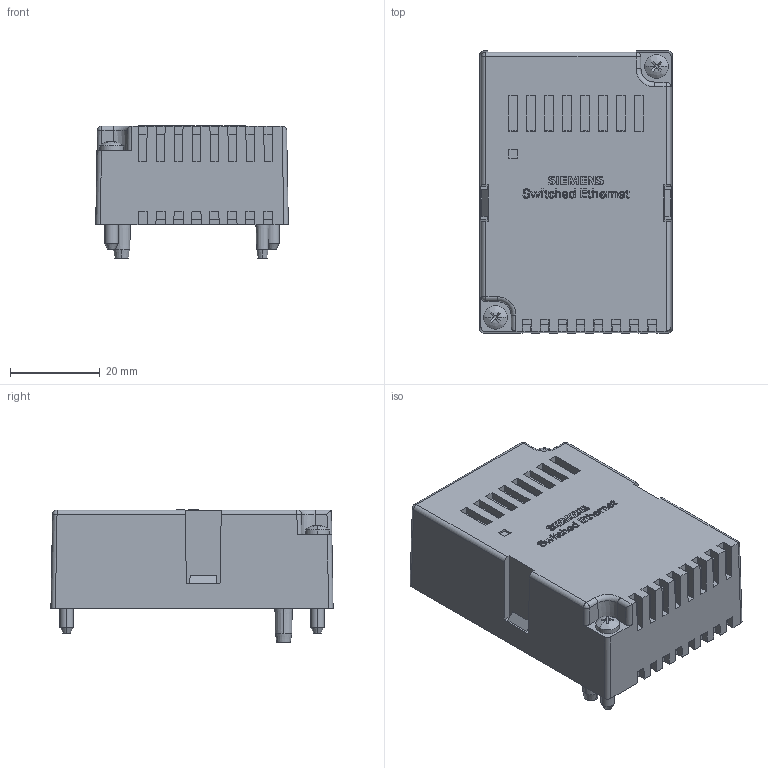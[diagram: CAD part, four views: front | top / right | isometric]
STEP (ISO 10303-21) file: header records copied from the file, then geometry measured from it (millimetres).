
FILE_DESCRIPTION(('STEP AP214'),'1');
FILE_NAME('cctmp_B1F35486-1784-4EB1-98CB-07EC3AAA5541_2023_07_22_12_16_12_0123..stp','2023-07-22T10:16:13',('SIEMENS A&D'),('CADClick - www.CADClick.com'),'Spatial InterOp 3D postprocessed',' ','unknown authorization');
FILE_SCHEMA(('AUTOMOTIVE_DESIGN'));
Length unit declared in the file: millimetre
Products named in the file (114): cc_unnamed; 2023_07_22_12_16_12_0067; 2023_07_22_12_16_12_0063; 2023_07_22_12_16_12_0059; 2023_07_22_12_16_12_0055; 2023_07_22_12_16_12_0051; 2023_07_22_12_16_12_0047; 2023_07_22_12_16_12_0043; 2023_07_22_12_16_12_0039; 2023_07_22_12_16_12_0035; 2023_07_22_12_16_12_0031; 2023_07_22_12_16_12_0027; 2023_07_22_12_16_12_0023; 2023_07_22_12_16_12_0019; 2023_07_22_12_16_12_0015; 2023_07_22_12_16_12_0011; 2023_07_22_12_16_12_0007; 2023_07_22_12_16_12_0003; 2023_07_22_12_16_11_0999; 2023_07_22_12_16_11_0995; 2023_07_22_12_16_11_0991; 2023_07_22_12_16_11_0987; 2023_07_22_12_16_11_0983; 2023_07_22_12_16_11_0979; 2023_07_22_12_16_11_0975; 2023_07_22_12_16_11_0971; 2023_07_22_12_16_11_0967; 2023_07_22_12_16_11_0963; 2023_07_22_12_16_11_0959; 2023_07_22_12_16_11_0955; 2023_07_22_12_16_11_0951; 2023_07_22_12_16_11_0947; 2023_07_22_12_16_11_0943; 2023_07_22_12_16_11_0939; 2023_07_22_12_16_11_0935; 2023_07_22_12_16_11_0931; 2023_07_22_12_16_11_0927; 2023_07_22_12_16_11_0923; 2023_07_22_12_16_11_0919; 2023_07_22_12_16_11_0915 ...
Assembly tree (113 placements, depth 2):
  cc_unnamed
    2023_07_22_12_16_12_0067
    2023_07_22_12_16_12_0063
    2023_07_22_12_16_12_0059
    2023_07_22_12_16_12_0055
    2023_07_22_12_16_12_0051
    2023_07_22_12_16_12_0047
    2023_07_22_12_16_12_0043
    2023_07_22_12_16_12_0039
    2023_07_22_12_16_12_0035
    2023_07_22_12_16_12_0031
    2023_07_22_12_16_12_0027
    2023_07_22_12_16_12_0023
    2023_07_22_12_16_12_0019
    2023_07_22_12_16_12_0015
    2023_07_22_12_16_12_0011
    2023_07_22_12_16_12_0007
    2023_07_22_12_16_12_0003
    2023_07_22_12_16_11_0999
    2023_07_22_12_16_11_0995
    2023_07_22_12_16_11_0991
    2023_07_22_12_16_11_0987
    2023_07_22_12_16_11_0983
    2023_07_22_12_16_11_0979
    2023_07_22_12_16_11_0975
    2023_07_22_12_16_11_0971
    2023_07_22_12_16_11_0967
    2023_07_22_12_16_11_0963
    2023_07_22_12_16_11_0959
    2023_07_22_12_16_11_0955
    2023_07_22_12_16_11_0951
    2023_07_22_12_16_11_0947
    2023_07_22_12_16_11_0943
    2023_07_22_12_16_11_0939
    2023_07_22_12_16_11_0935
    2023_07_22_12_16_11_0931
    2023_07_22_12_16_11_0927
    2023_07_22_12_16_11_0923
    2023_07_22_12_16_11_0919
    2023_07_22_12_16_11_0915
    2023_07_22_12_16_11_0911
    2023_07_22_12_16_11_0907
    2023_07_22_12_16_11_0903
    2023_07_22_12_16_11_0899
    2023_07_22_12_16_11_0895
    2023_07_22_12_16_11_0891
    2023_07_22_12_16_11_0887
    2023_07_22_12_16_11_0883
    2023_07_22_12_16_11_0879
    2023_07_22_12_16_11_0875
    2023_07_22_12_16_11_0871
    2023_07_22_12_16_11_0867
    2023_07_22_12_16_11_0863
    2023_07_22_12_16_11_0859
    2023_07_22_12_16_11_0855
    2023_07_22_12_16_11_0851
    2023_07_22_12_16_11_0847
    2023_07_22_12_16_11_0843
    2023_07_22_12_16_11_0839
    2023_07_22_12_16_11_0835
Bounding box: 43 x 63 x 29.55 mm (x, y, z)
Volume: 52971 mm3; surface area: 20379.8 mm2
Topology: 1 solids, 4 shells, 904 faces, 2651 edges, 1871 vertices
Faces by surface type: plane 669, extrusion 109, cylinder 82, cone 26, bspline 8, torus 6, sphere 4
Entity records: 38026 total; most frequent: CARTESIAN_POINT 8749, ORIENTED_EDGE 5072, DIRECTION 4398, EDGE_CURVE 2536, VECTOR 2090, LINE 1981, VERTEX_POINT 1668, AXIS2_PLACEMENT_3D 1154
